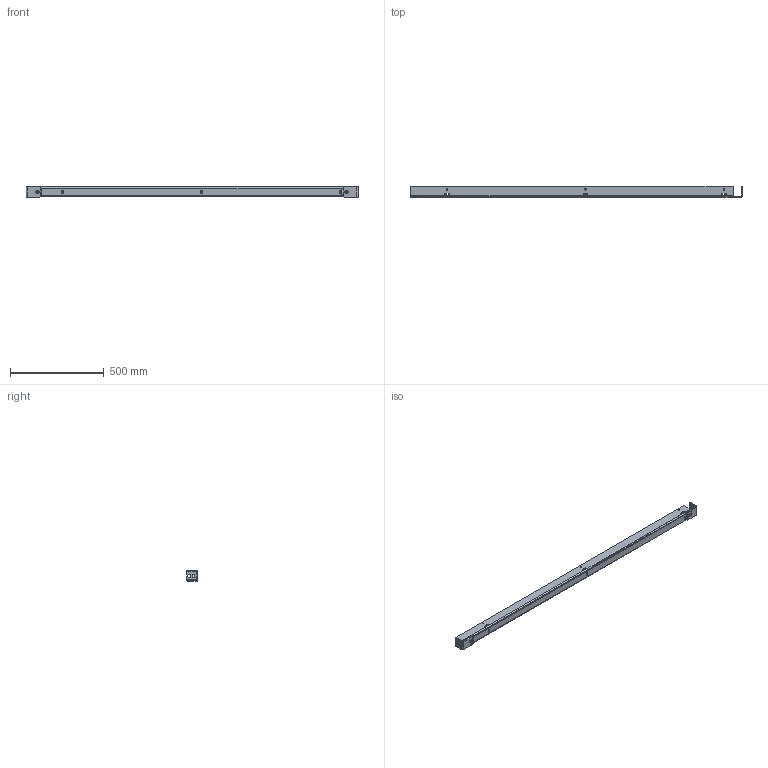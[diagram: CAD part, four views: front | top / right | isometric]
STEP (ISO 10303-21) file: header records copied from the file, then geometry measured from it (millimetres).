
FILE_DESCRIPTION (( 'STEP AP203' ), '1' );
FILE_NAME ('SCE-72FSCPS.step', '2021-01-08T15:44:07', ( 'ADC123' ), ( 'Microsoft' ), 'SwSTEP 2.0', 'SolidWorks 2019', '' );
FILE_SCHEMA (( 'CONFIG_CONTROL_DESIGN' ));
Length unit declared in the file: inch
Products named in the file (1): SCE-72FSCPS
Bounding box: 1771.65 x 57.15 x 53.98 mm (x, y, z)
Volume: 1019566.9 mm3; surface area: 671119.3 mm2
Topology: 4 solids, 4 shells, 141 faces, 393 edges, 260 vertices
Faces by surface type: plane 79, cylinder 56, bspline 6
Full cylindrical faces by diameter (mm): 7.925 x9, 10.312 x2
Entity records: 4799 total; most frequent: CARTESIAN_POINT 964, ORIENTED_EDGE 764, DIRECTION 758, EDGE_CURVE 382, LINE 262, VECTOR 262, VERTEX_POINT 260, AXIS2_PLACEMENT_3D 248
